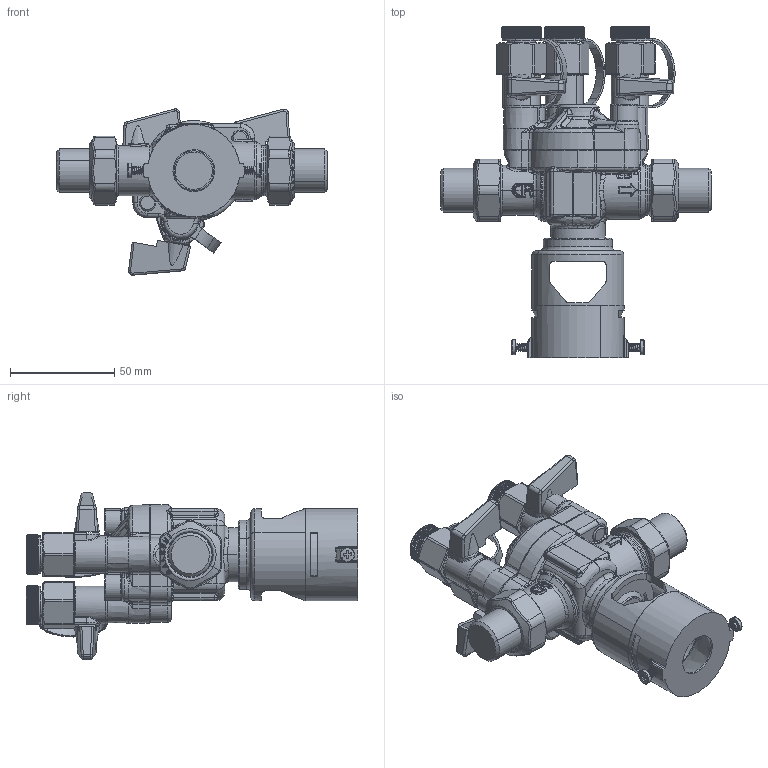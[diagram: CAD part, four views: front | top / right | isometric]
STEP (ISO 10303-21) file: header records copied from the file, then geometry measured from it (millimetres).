
FILE_DESCRIPTION(('CATIA V5 STEP Exchange','CAx-IF Rec.Pracs.--- Model Styling and Organization---1.5--- 2016-08-15','CAx-IF Rec.Pracs.---Supplemental Geometry---1.0---2011-11-01','CAx-IF Rec.Pracs.--- Composite Materials ---3.4---2017-06-13','CAx-IF Rec.Pracs.---Tessellated 3D Geometry---1.0---2015-12-17'),'2;1');
FILE_NAME('STEP_574004_SF_-_TST.stp','2023-05-11T13:55:51+00:00',('none'),('none'),'CATIA Version 5-6 Release 2020 SP5','CATIA V5 STEP AP242 v2','none');
FILE_SCHEMA(('AP242_MANAGED_MODEL_BASED_3D_ENGINEERING_MIM_LF {1 0 10303 442 1 1 4}'));
Products named in the file (1): 574004 SF - TST
Bounding box: 129.6 x 158.7 x 79.6 mm (x, y, z)
Volume: 227894.4 mm3; surface area: 61553.6 mm2
Topology: 4 solids, 15 shells, 3729 faces, 9892 edges, 6088 vertices
Faces by surface type: plane 1367, bspline 1218, cylinder 731, cone 151, sphere 149, torus 113
Entity records: 170588 total; most frequent: CARTESIAN_POINT 95482, ORIENTED_EDGE 19448, EDGE_CURVE 9724, DIRECTION 8734, VERTEX_POINT 6088, B_SPLINE_CURVE_WITH_KNOTS 4552, EDGE_LOOP 3824, AXIS2_PLACEMENT_3D 3816
